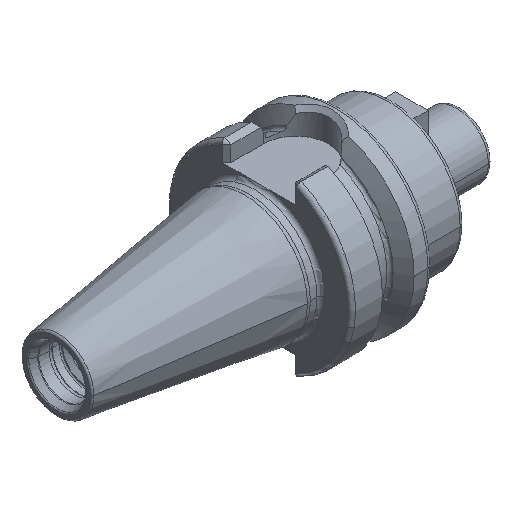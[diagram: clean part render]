
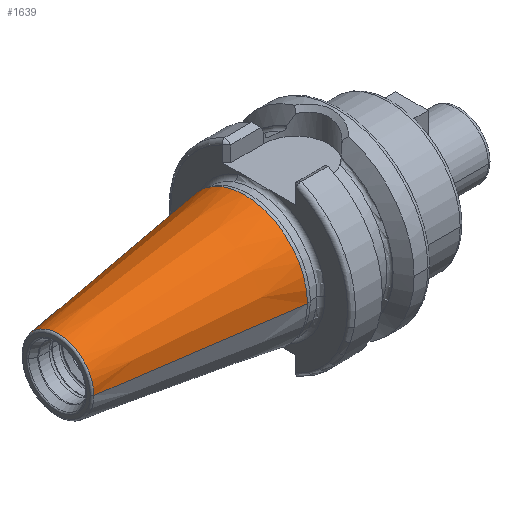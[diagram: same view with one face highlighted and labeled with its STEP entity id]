
A CAD part, isometric view. The second image highlights one B-rep face of the part: STEP entity #1639.
In plain terms, the highlighted conical face has half-angle 8.298 degrees and reference radius 12.258 mm.
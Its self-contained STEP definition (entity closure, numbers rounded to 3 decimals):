
#37=CARTESIAN_POINT('',(-47.972,0.,0.));
#38=DIRECTION('',(1.,0.,0.));
#39=DIRECTION('',(0.,1.,0.));
#40=AXIS2_PLACEMENT_3D('',#37,#38,#39);
#42=CARTESIAN_POINT('',(-1.629,0.,0.));
#43=DIRECTION('',(1.,0.,0.));
#44=DIRECTION('',(0.,1.,0.));
#45=AXIS2_PLACEMENT_3D('',#42,#43,#44);
#47=DIRECTION('',(-0.99,-0.144,0.));
#48=VECTOR('',#47,46.833);
#49=CARTESIAN_POINT('',(-1.629,15.637,0.));
#50=LINE('',#49,#48);
#51=DIRECTION('',(-0.99,0.144,0.));
#52=VECTOR('',#51,46.833);
#53=CARTESIAN_POINT('',(-1.629,-15.637,0.));
#54=LINE('',#53,#52);
#1290=CARTESIAN_POINT('',(-47.972,8.878,0.));
#1292=VERTEX_POINT('',#1290);
#1294=CARTESIAN_POINT('',(-47.972,-8.878,0.));
#1296=VERTEX_POINT('',#1294);
#1505=CARTESIAN_POINT('',(-1.629,15.637,0.));
#1506=VERTEX_POINT('',#1505);
#1507=CARTESIAN_POINT('',(-1.629,-15.637,0.));
#1508=VERTEX_POINT('',#1507);
#1625=CARTESIAN_POINT('',(-24.801,0.,0.));
#1626=DIRECTION('',(1.,0.,0.));
#1627=DIRECTION('',(0.,-1.,0.));
#1628=AXIS2_PLACEMENT_3D('',#1625,#1626,#1627);
#1629=CONICAL_SURFACE('',#1628,12.258,8.298);
#1631=ORIENTED_EDGE('',*,*,#1630,.F.);
#1633=ORIENTED_EDGE('',*,*,#1632,.T.);
#1635=ORIENTED_EDGE('',*,*,#1634,.T.);
#1636=ORIENTED_EDGE('',*,*,#1618,.F.);
#1637=EDGE_LOOP('',(#1631,#1633,#1635,#1636));
#1638=FACE_OUTER_BOUND('',#1637,.F.);
#1639=ADVANCED_FACE('',(#1638),#1629,.T.);
#41=CIRCLE('',#40,8.878);
#46=CIRCLE('',#45,15.637);
#1618=EDGE_CURVE('',#1292,#1296,#41,.T.);
#1630=EDGE_CURVE('',#1506,#1292,#50,.T.);
#1632=EDGE_CURVE('',#1506,#1508,#46,.T.);
#1634=EDGE_CURVE('',#1508,#1296,#54,.T.);
